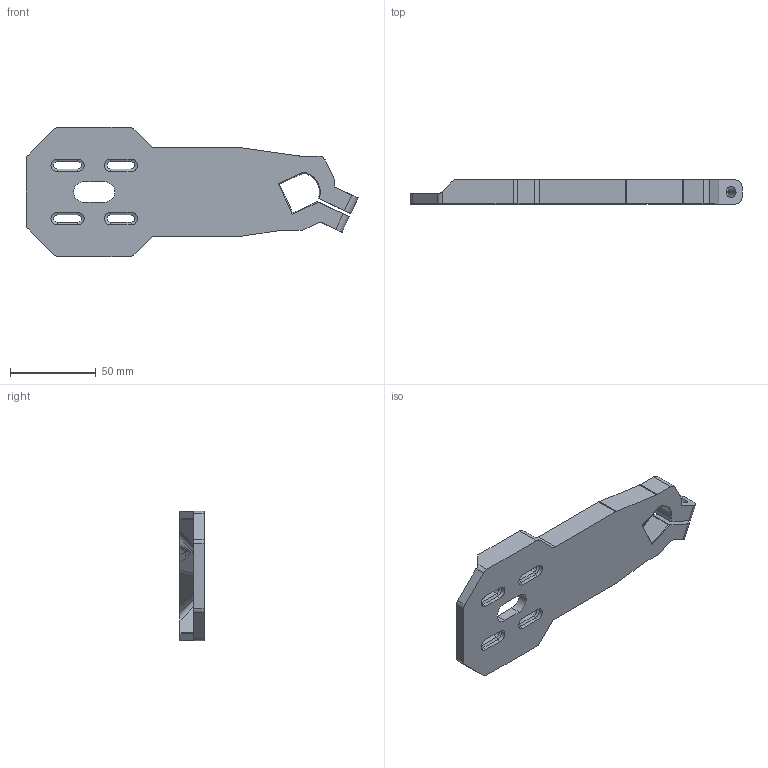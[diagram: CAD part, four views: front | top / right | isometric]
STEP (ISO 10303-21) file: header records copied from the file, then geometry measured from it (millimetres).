
FILE_DESCRIPTION(/* description */ (''),/* implementation_level */ '2;1');
FILE_NAME(/* name */ 'left reverse.stp',/* time_stamp */ '2025-09-25T20:38:58-07:00',/* author */ ('devan'),/* organization */ (''),/* preprocessor_version */ 'ST-DEVELOPER v20',/* originating_system */ 'Autodesk Inventor 2025',/* authorisation */ '');
FILE_SCHEMA (('AUTOMOTIVE_DESIGN { 1 0 10303 214 3 1 1 }'));
Length unit declared in the file: millimetre
Products named in the file (1): new mount
Bounding box: 193.15 x 14 x 75.3 mm (x, y, z)
Volume: 79846.6 mm3; surface area: 29221.1 mm2
Topology: 1 solids, 1 shells, 137 faces, 377 edges, 257 vertices
Faces by surface type: plane 73, cylinder 51, cone 12, bspline 1
Full cylindrical faces by diameter (mm): 6.3 x2
Entity records: 4443 total; most frequent: CARTESIAN_POINT 830, DIRECTION 756, ORIENTED_EDGE 728, EDGE_CURVE 364, AXIS2_PLACEMENT_3D 255, LINE 246, VECTOR 246, VERTEX_POINT 229
